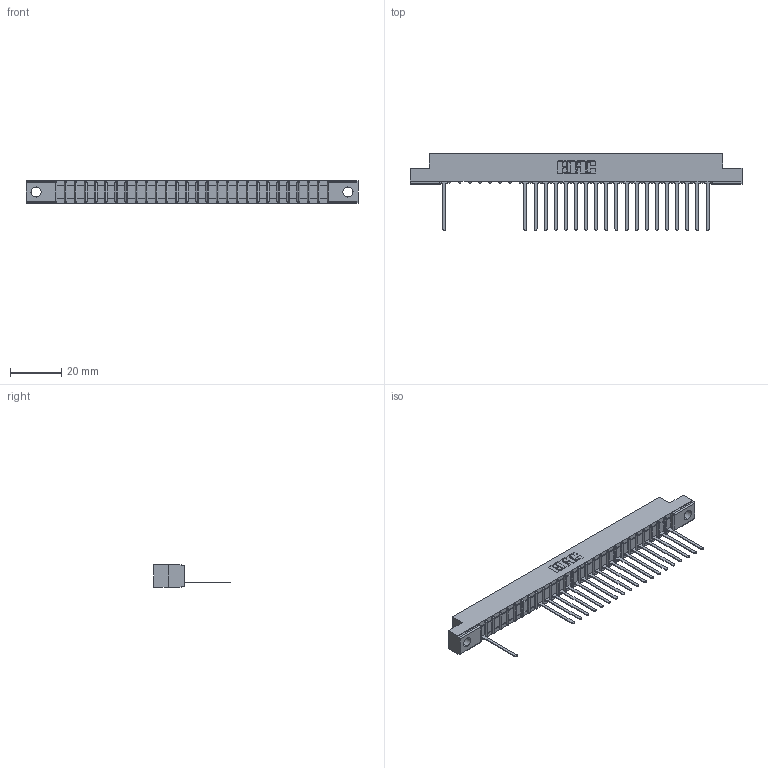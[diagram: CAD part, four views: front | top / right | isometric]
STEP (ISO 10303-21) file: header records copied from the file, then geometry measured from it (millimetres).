
FILE_DESCRIPTION (( 'STEP AP203' ), '1' );
FILE_NAME ('307-027-545-102.STEP', '2018-08-04T15:04:52', ( '' ), ( '' ), 'SwSTEP 2.0', 'SolidWorks 2016', '' );
FILE_SCHEMA (( 'CONFIG_CONTROL_DESIGN' ));
Length unit declared in the file: inch
Products named in the file (3): 307 Part_.128 Dia Mounting Holes; 307-290-001_545; 307-027-545-102
Assembly tree (21 placements, depth 2):
  307-027-545-102
    307 Part_.128 Dia Mounting Holes
    307-290-001_545  x20
Bounding box: 130 x 30 x 8.71 mm (x, y, z)
Volume: 8087.2 mm3; surface area: 12435 mm2
Topology: 21 solids, 21 shells, 1406 faces, 4011 edges, 2570 vertices
Faces by surface type: plane 894, cylinder 456, sphere 56
Entity records: 24742 total; most frequent: CARTESIAN_POINT 4193, ORIENTED_EDGE 4186, DIRECTION 4079, EDGE_CURVE 2093, LINE 1599, VECTOR 1599, VERTEX_POINT 1354, AXIS2_PLACEMENT_3D 1240
